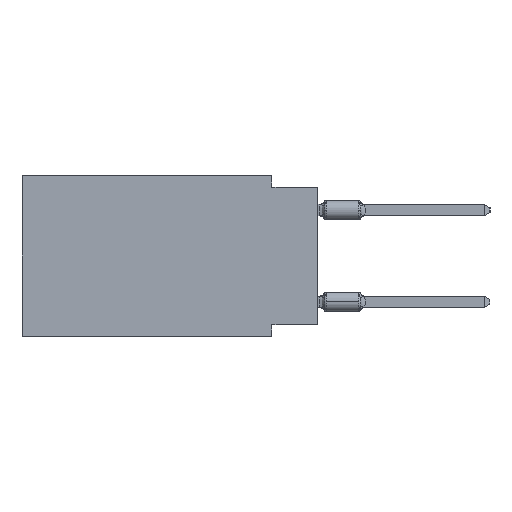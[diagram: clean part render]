
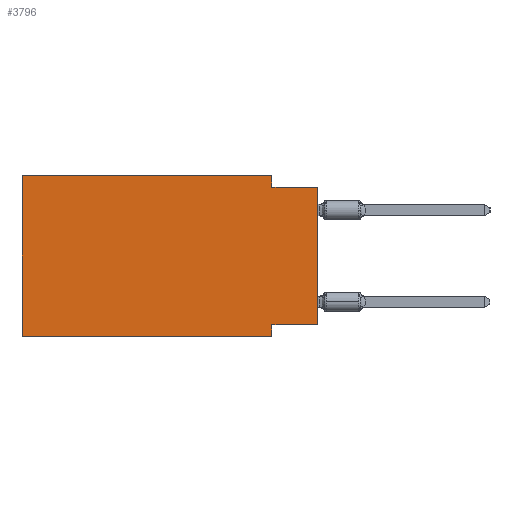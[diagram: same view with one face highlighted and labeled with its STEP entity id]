
A CAD part, left-side view. The second image highlights one B-rep face of the part: STEP entity #3796.
In plain terms, the highlighted planar face has unit normal (-1, 0, 0).
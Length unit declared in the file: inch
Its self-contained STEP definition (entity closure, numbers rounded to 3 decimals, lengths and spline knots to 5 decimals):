
#128 = ORIENTED_EDGE ( 'NONE', *, *, #14349, .T. ) ;
#363 = CARTESIAN_POINT ( 'NONE',  ( 0., 0.1, 0. ) ) ;
#654 = CARTESIAN_POINT ( 'NONE',  ( 0., 0., 0. ) ) ;
#1154 = LINE ( 'NONE', #29852, #9484 ) ;
#1587 = VECTOR ( 'NONE', #21358, 39.37008 ) ;
#2837 = CARTESIAN_POINT ( 'NONE',  ( 0., 0.645, -0.35 ) ) ;
#3176 = LINE ( 'NONE', #654, #30359 ) ;
#3192 = ORIENTED_EDGE ( 'NONE', *, *, #6564, .F. ) ;
#3240 = EDGE_CURVE ( 'NONE', #21294, #29222, #8210, .T. ) ;
#3522 = VERTEX_POINT ( 'NONE', #10328 ) ;
#3653 = DIRECTION ( 'NONE',  ( 0., 1., 0. ) ) ;
#3796 = ADVANCED_FACE ( 'NONE', ( #6693 ), #16410, .F. ) ;
#5043 = LINE ( 'NONE', #12259, #18708 ) ;
#5341 = VECTOR ( 'NONE', #22323, 39.37008 ) ;
#5396 = ORIENTED_EDGE ( 'NONE', *, *, #26513, .F. ) ;
#5399 = LINE ( 'NONE', #5551, #29195 ) ;
#5551 = CARTESIAN_POINT ( 'NONE',  ( 0., 0., -0.025 ) ) ;
#5905 = CARTESIAN_POINT ( 'NONE',  ( 0., 0.645, 0. ) ) ;
#6490 = VERTEX_POINT ( 'NONE', #18236 ) ;
#6564 = EDGE_CURVE ( 'NONE', #23070, #8080, #1154, .T. ) ;
#6676 = CARTESIAN_POINT ( 'NONE',  ( 0., 0.1, -0.35 ) ) ;
#6693 = FACE_OUTER_BOUND ( 'NONE', #27245, .T. ) ;
#7112 = VERTEX_POINT ( 'NONE', #6676 ) ;
#8080 = VERTEX_POINT ( 'NONE', #10198 ) ;
#8210 = LINE ( 'NONE', #23342, #5341 ) ;
#9025 = CARTESIAN_POINT ( 'NONE',  ( 0., 0.645, 0. ) ) ;
#9484 = VECTOR ( 'NONE', #3653, 39.37008 ) ;
#10198 = CARTESIAN_POINT ( 'NONE',  ( 0., 0.1, -0.325 ) ) ;
#10328 = CARTESIAN_POINT ( 'NONE',  ( 0., 0.1, -0.025 ) ) ;
#10363 = VECTOR ( 'NONE', #29116, 39.37008 ) ;
#10646 = EDGE_CURVE ( 'NONE', #29222, #6490, #5043, .T. ) ;
#12005 = DIRECTION ( 'NONE',  ( 1., 0., 0. ) ) ;
#12259 = CARTESIAN_POINT ( 'NONE',  ( 0., 0.645, 0. ) ) ;
#12809 = ORIENTED_EDGE ( 'NONE', *, *, #10646, .F. ) ;
#13500 = EDGE_CURVE ( 'NONE', #23070, #21033, #3176, .T. ) ;
#14349 = EDGE_CURVE ( 'NONE', #21294, #7112, #21580, .T. ) ;
#14580 = DIRECTION ( 'NONE',  ( 0., -1., 0. ) ) ;
#15051 = CARTESIAN_POINT ( 'NONE',  ( 0., 0., -0.325 ) ) ;
#15079 = VECTOR ( 'NONE', #29217, 39.37008 ) ;
#15547 = DIRECTION ( 'NONE',  ( 0., -1., 0. ) ) ;
#16284 = ORIENTED_EDGE ( 'NONE', *, *, #29682, .F. ) ;
#16410 = PLANE ( 'NONE',  #26961 ) ;
#16424 = EDGE_CURVE ( 'NONE', #6490, #3522, #16980, .T. ) ;
#16685 = ORIENTED_EDGE ( 'NONE', *, *, #3240, .F. ) ;
#16980 = LINE ( 'NONE', #363, #15079 ) ;
#17660 = CARTESIAN_POINT ( 'NONE',  ( 0., 0., -0.025 ) ) ;
#18224 = ORIENTED_EDGE ( 'NONE', *, *, #16424, .F. ) ;
#18236 = CARTESIAN_POINT ( 'NONE',  ( 0., 0.1, 0. ) ) ;
#18708 = VECTOR ( 'NONE', #14580, 39.37008 ) ;
#19480 = DIRECTION ( 'NONE',  ( 0., 0., 1. ) ) ;
#19887 = ORIENTED_EDGE ( 'NONE', *, *, #13500, .T. ) ;
#21033 = VERTEX_POINT ( 'NONE', #17660 ) ;
#21102 = DIRECTION ( 'NONE',  ( 0., 0., -1. ) ) ;
#21294 = VERTEX_POINT ( 'NONE', #2837 ) ;
#21358 = DIRECTION ( 'NONE',  ( 0., 0., -1. ) ) ;
#21580 = LINE ( 'NONE', #28818, #10363 ) ;
#22323 = DIRECTION ( 'NONE',  ( 0., 0., 1. ) ) ;
#23070 = VERTEX_POINT ( 'NONE', #15051 ) ;
#23342 = CARTESIAN_POINT ( 'NONE',  ( 0., 0.645, 0. ) ) ;
#25749 = CARTESIAN_POINT ( 'NONE',  ( 0., 0.1, -0.35 ) ) ;
#26513 = EDGE_CURVE ( 'NONE', #8080, #7112, #28260, .T. ) ;
#26961 = AXIS2_PLACEMENT_3D ( 'NONE', #9025, #12005, #21102 ) ;
#27245 = EDGE_LOOP ( 'NONE', ( #19887, #16284, #18224, #12809, #16685, #128, #5396, #3192 ) ) ;
#28260 = LINE ( 'NONE', #25749, #1587 ) ;
#28818 = CARTESIAN_POINT ( 'NONE',  ( 0., 0.645, -0.35 ) ) ;
#29116 = DIRECTION ( 'NONE',  ( 0., -1., 0. ) ) ;
#29195 = VECTOR ( 'NONE', #15547, 39.37008 ) ;
#29217 = DIRECTION ( 'NONE',  ( 0., 0., -1. ) ) ;
#29222 = VERTEX_POINT ( 'NONE', #5905 ) ;
#29682 = EDGE_CURVE ( 'NONE', #3522, #21033, #5399, .T. ) ;
#29852 = CARTESIAN_POINT ( 'NONE',  ( 0., 0., -0.325 ) ) ;
#30359 = VECTOR ( 'NONE', #19480, 39.37008 ) ;
